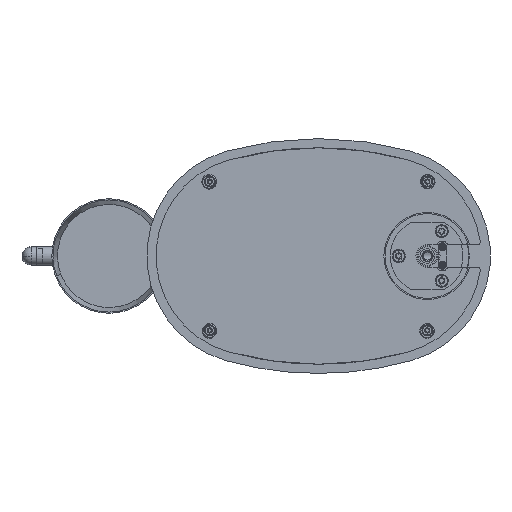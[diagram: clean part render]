
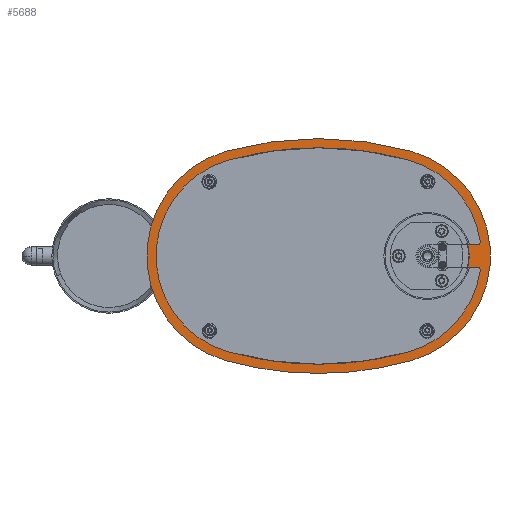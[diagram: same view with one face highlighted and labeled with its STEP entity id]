
A CAD part, front view. The second image highlights one B-rep face of the part: STEP entity #5688.
In plain terms, the highlighted planar face has unit normal (0, -1, 0).
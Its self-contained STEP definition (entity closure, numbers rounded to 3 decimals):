
#68 = EDGE_CURVE ( 'NONE', #3317, #592, #255, .T. ) ;
#255 = CIRCLE ( 'NONE', #12764, 3.75 ) ;
#339 = AXIS2_PLACEMENT_3D ( 'NONE', #4686, #3619, #6817 ) ;
#411 = ORIENTED_EDGE ( 'NONE', *, *, #11372, .F. ) ;
#417 = VERTEX_POINT ( 'NONE', #1864 ) ;
#592 = VERTEX_POINT ( 'NONE', #1204 ) ;
#795 = DIRECTION ( 'NONE',  ( 0., -1., 0. ) ) ;
#838 = ORIENTED_EDGE ( 'NONE', *, *, #2898, .T. ) ;
#858 = CARTESIAN_POINT ( 'NONE',  ( -95., 0., 65. ) ) ;
#1072 = CARTESIAN_POINT ( 'NONE',  ( 95., 0., 61.25 ) ) ;
#1107 = FACE_BOUND ( 'NONE', #7994, .T. ) ;
#1204 = CARTESIAN_POINT ( 'NONE',  ( -95., 0., -61.25 ) ) ;
#1253 = ORIENTED_EDGE ( 'NONE', *, *, #12533, .F. ) ;
#1723 = VERTEX_POINT ( 'NONE', #8171 ) ;
#1789 = CIRCLE ( 'NONE', #5172, 3.75 ) ;
#1857 = CARTESIAN_POINT ( 'NONE',  ( 95., 0., 0. ) ) ;
#1864 = CARTESIAN_POINT ( 'NONE',  ( 95., 0., -68.75 ) ) ;
#1930 = DIRECTION ( 'NONE',  ( 0., 0., -1. ) ) ;
#1981 = ORIENTED_EDGE ( 'NONE', *, *, #7131, .F. ) ;
#1983 = CARTESIAN_POINT ( 'NONE',  ( 95., 0., -36.5 ) ) ;
#2143 = DIRECTION ( 'NONE',  ( 0., 1., 0. ) ) ;
#2193 = AXIS2_PLACEMENT_3D ( 'NONE', #8499, #2143, #9552 ) ;
#2271 = DIRECTION ( 'NONE',  ( 0., 1., 0. ) ) ;
#2313 = EDGE_LOOP ( 'NONE', ( #838, #9516 ) ) ;
#2408 = AXIS2_PLACEMENT_3D ( 'NONE', #1857, #9282, #2923 ) ;
#2437 = AXIS2_PLACEMENT_3D ( 'NONE', #5121, #12538, #6179 ) ;
#2469 = ORIENTED_EDGE ( 'NONE', *, *, #10113, .F. ) ;
#2649 = CIRCLE ( 'NONE', #8778, 3.75 ) ;
#2898 = EDGE_CURVE ( 'NONE', #13702, #12577, #9116, .T. ) ;
#2923 = DIRECTION ( 'NONE',  ( 0., 0., 1. ) ) ;
#3052 = CARTESIAN_POINT ( 'NONE',  ( -80.488, 0., -91.517 ) ) ;
#3063 = CIRCLE ( 'NONE', #5037, 95. ) ;
#3072 = ORIENTED_EDGE ( 'NONE', *, *, #10816, .F. ) ;
#3074 = CARTESIAN_POINT ( 'NONE',  ( 80.488, 0., -91.517 ) ) ;
#3175 = CARTESIAN_POINT ( 'NONE',  ( 0., 0., 197.484 ) ) ;
#3274 = AXIS2_PLACEMENT_3D ( 'NONE', #7136, #795, #8215 ) ;
#3317 = VERTEX_POINT ( 'NONE', #13424 ) ;
#3345 = DIRECTION ( 'NONE',  ( 0., -1., 0. ) ) ;
#3591 = FACE_BOUND ( 'NONE', #4527, .T. ) ;
#3619 = DIRECTION ( 'NONE',  ( 0., -1., 0. ) ) ;
#3761 = ORIENTED_EDGE ( 'NONE', *, *, #4194, .F. ) ;
#3763 = AXIS2_PLACEMENT_3D ( 'NONE', #8633, #2271, #9684 ) ;
#4191 = VERTEX_POINT ( 'NONE', #7377 ) ;
#4194 = EDGE_CURVE ( 'NONE', #4764, #1723, #3063, .T. ) ;
#4254 = DIRECTION ( 'NONE',  ( 0., 0., -1. ) ) ;
#4257 = CARTESIAN_POINT ( 'NONE',  ( -55., 0., 0. ) ) ;
#4461 = CIRCLE ( 'NONE', #9198, 36.5 ) ;
#4527 = EDGE_LOOP ( 'NONE', ( #12253, #6602 ) ) ;
#4597 = ORIENTED_EDGE ( 'NONE', *, *, #68, .F. ) ;
#4602 = CARTESIAN_POINT ( 'NONE',  ( -95., 0., 68.75 ) ) ;
#4677 = DIRECTION ( 'NONE',  ( 0., 1., 0. ) ) ;
#4686 = CARTESIAN_POINT ( 'NONE',  ( 27.5, 0., 98.742 ) ) ;
#4764 = VERTEX_POINT ( 'NONE', #3052 ) ;
#5037 = AXIS2_PLACEMENT_3D ( 'NONE', #4257, #11661, #5329 ) ;
#5077 = CARTESIAN_POINT ( 'NONE',  ( 0., 0., -102.516 ) ) ;
#5121 = CARTESIAN_POINT ( 'NONE',  ( 55., 0., 0. ) ) ;
#5172 = AXIS2_PLACEMENT_3D ( 'NONE', #5392, #12804, #6456 ) ;
#5240 = EDGE_LOOP ( 'NONE', ( #7981, #411, #2469, #3761, #12512 ) ) ;
#5329 = DIRECTION ( 'NONE',  ( 0., 0., 1. ) ) ;
#5374 = EDGE_CURVE ( 'NONE', #12349, #8103, #6103, .T. ) ;
#5392 = CARTESIAN_POINT ( 'NONE',  ( 95., 0., 65. ) ) ;
#5457 = VERTEX_POINT ( 'NONE', #3074 ) ;
#5461 = CIRCLE ( 'NONE', #8451, 3.75 ) ;
#5591 = CARTESIAN_POINT ( 'NONE',  ( -95., 0., 65. ) ) ;
#5670 = VERTEX_POINT ( 'NONE', #4602 ) ;
#5688 = ADVANCED_FACE ( 'NONE', ( #9581, #1107, #12059, #10579, #6415, #3591 ), #13165, .T. ) ;
#5737 = CARTESIAN_POINT ( 'NONE',  ( 95., 0., -65. ) ) ;
#5828 = AXIS2_PLACEMENT_3D ( 'NONE', #5737, #13149, #6805 ) ;
#6103 = CIRCLE ( 'NONE', #8685, 3.75 ) ;
#6146 = DIRECTION ( 'NONE',  ( 0., -1., 0. ) ) ;
#6179 = DIRECTION ( 'NONE',  ( 0., 0., 1. ) ) ;
#6415 = FACE_BOUND ( 'NONE', #9559, .T. ) ;
#6456 = DIRECTION ( 'NONE',  ( 0., 0., -1. ) ) ;
#6602 = ORIENTED_EDGE ( 'NONE', *, *, #8121, .F. ) ;
#6648 = DIRECTION ( 'NONE',  ( 0., 0., -1. ) ) ;
#6689 = CIRCLE ( 'NONE', #2193, 300. ) ;
#6805 = DIRECTION ( 'NONE',  ( 0., 0., 1. ) ) ;
#6817 = DIRECTION ( 'NONE',  ( 0., 0., -1. ) ) ;
#6870 = EDGE_CURVE ( 'NONE', #592, #3317, #2649, .T. ) ;
#7131 = EDGE_CURVE ( 'NONE', #417, #13603, #11787, .T. ) ;
#7136 = CARTESIAN_POINT ( 'NONE',  ( 95., 0., -65. ) ) ;
#7377 = CARTESIAN_POINT ( 'NONE',  ( -95., 0., 61.25 ) ) ;
#7671 = CARTESIAN_POINT ( 'NONE',  ( 95., 0., -61.25 ) ) ;
#7732 = CIRCLE ( 'NONE', #11527, 300. ) ;
#7745 = EDGE_CURVE ( 'NONE', #4191, #5670, #5461, .T. ) ;
#7886 = DIRECTION ( 'NONE',  ( 0., 0., -1. ) ) ;
#7958 = CIRCLE ( 'NONE', #5828, 3.75 ) ;
#7981 = ORIENTED_EDGE ( 'NONE', *, *, #12885, .F. ) ;
#7994 = EDGE_LOOP ( 'NONE', ( #3072, #1981 ) ) ;
#8012 = VERTEX_POINT ( 'NONE', #5077 ) ;
#8103 = VERTEX_POINT ( 'NONE', #1072 ) ;
#8121 = EDGE_CURVE ( 'NONE', #8103, #12349, #1789, .T. ) ;
#8171 = CARTESIAN_POINT ( 'NONE',  ( -80.488, 0., 91.517 ) ) ;
#8215 = DIRECTION ( 'NONE',  ( 0., 0., 1. ) ) ;
#8233 = AXIS2_PLACEMENT_3D ( 'NONE', #858, #8290, #1930 ) ;
#8290 = DIRECTION ( 'NONE',  ( 0., -1., 0. ) ) ;
#8299 = CIRCLE ( 'NONE', #2437, 95. ) ;
#8451 = AXIS2_PLACEMENT_3D ( 'NONE', #5591, #13000, #6648 ) ;
#8499 = CARTESIAN_POINT ( 'NONE',  ( 0., 0., 197.484 ) ) ;
#8633 = CARTESIAN_POINT ( 'NONE',  ( 0., 0., -197.484 ) ) ;
#8685 = AXIS2_PLACEMENT_3D ( 'NONE', #12499, #6146, #13576 ) ;
#8778 = AXIS2_PLACEMENT_3D ( 'NONE', #9694, #3345, #10783 ) ;
#8981 = CARTESIAN_POINT ( 'NONE',  ( 95., 0., 68.75 ) ) ;
#9019 = CARTESIAN_POINT ( 'NONE',  ( 80.488, 0., 91.517 ) ) ;
#9116 = CIRCLE ( 'NONE', #2408, 36.5 ) ;
#9198 = AXIS2_PLACEMENT_3D ( 'NONE', #11021, #4677, #12094 ) ;
#9247 = CIRCLE ( 'NONE', #8233, 3.75 ) ;
#9282 = DIRECTION ( 'NONE',  ( 0., 1., 0. ) ) ;
#9516 = ORIENTED_EDGE ( 'NONE', *, *, #12292, .T. ) ;
#9552 = DIRECTION ( 'NONE',  ( 0., 0., -1. ) ) ;
#9559 = EDGE_LOOP ( 'NONE', ( #1253, #10782 ) ) ;
#9581 = FACE_BOUND ( 'NONE', #10424, .T. ) ;
#9684 = DIRECTION ( 'NONE',  ( 0., 0., 1. ) ) ;
#9694 = CARTESIAN_POINT ( 'NONE',  ( -95., 0., -65. ) ) ;
#9971 = DIRECTION ( 'NONE',  ( 0., -1., 0. ) ) ;
#10113 = EDGE_CURVE ( 'NONE', #1723, #12382, #10817, .T. ) ;
#10424 = EDGE_LOOP ( 'NONE', ( #10714, #4597 ) ) ;
#10579 = FACE_OUTER_BOUND ( 'NONE', #5240, .T. ) ;
#10596 = DIRECTION ( 'NONE',  ( 0., 1., 0. ) ) ;
#10714 = ORIENTED_EDGE ( 'NONE', *, *, #6870, .F. ) ;
#10782 = ORIENTED_EDGE ( 'NONE', *, *, #7745, .F. ) ;
#10783 = DIRECTION ( 'NONE',  ( 0., 0., -1. ) ) ;
#10816 = EDGE_CURVE ( 'NONE', #13603, #417, #7958, .T. ) ;
#10817 = CIRCLE ( 'NONE', #3763, 300. ) ;
#11021 = CARTESIAN_POINT ( 'NONE',  ( 95., 0., 0. ) ) ;
#11372 = EDGE_CURVE ( 'NONE', #12382, #5457, #8299, .T. ) ;
#11527 = AXIS2_PLACEMENT_3D ( 'NONE', #3175, #10596, #4254 ) ;
#11661 = DIRECTION ( 'NONE',  ( 0., 1., 0. ) ) ;
#11787 = CIRCLE ( 'NONE', #3274, 3.75 ) ;
#12059 = FACE_BOUND ( 'NONE', #2313, .T. ) ;
#12094 = DIRECTION ( 'NONE',  ( 0., 0., 1. ) ) ;
#12162 = CARTESIAN_POINT ( 'NONE',  ( -95., 0., -65. ) ) ;
#12235 = CARTESIAN_POINT ( 'NONE',  ( 95., 0., 36.5 ) ) ;
#12253 = ORIENTED_EDGE ( 'NONE', *, *, #5374, .F. ) ;
#12292 = EDGE_CURVE ( 'NONE', #12577, #13702, #4461, .T. ) ;
#12349 = VERTEX_POINT ( 'NONE', #8981 ) ;
#12382 = VERTEX_POINT ( 'NONE', #9019 ) ;
#12499 = CARTESIAN_POINT ( 'NONE',  ( 95., 0., 65. ) ) ;
#12512 = ORIENTED_EDGE ( 'NONE', *, *, #13412, .F. ) ;
#12533 = EDGE_CURVE ( 'NONE', #5670, #4191, #9247, .T. ) ;
#12538 = DIRECTION ( 'NONE',  ( 0., 1., 0. ) ) ;
#12577 = VERTEX_POINT ( 'NONE', #1983 ) ;
#12764 = AXIS2_PLACEMENT_3D ( 'NONE', #12162, #9971, #7886 ) ;
#12804 = DIRECTION ( 'NONE',  ( 0., -1., 0. ) ) ;
#12885 = EDGE_CURVE ( 'NONE', #5457, #8012, #7732, .T. ) ;
#13000 = DIRECTION ( 'NONE',  ( 0., -1., 0. ) ) ;
#13149 = DIRECTION ( 'NONE',  ( 0., -1., 0. ) ) ;
#13165 = PLANE ( 'NONE',  #339 ) ;
#13412 = EDGE_CURVE ( 'NONE', #8012, #4764, #6689, .T. ) ;
#13424 = CARTESIAN_POINT ( 'NONE',  ( -95., 0., -68.75 ) ) ;
#13576 = DIRECTION ( 'NONE',  ( 0., 0., -1. ) ) ;
#13603 = VERTEX_POINT ( 'NONE', #7671 ) ;
#13702 = VERTEX_POINT ( 'NONE', #12235 ) ;
